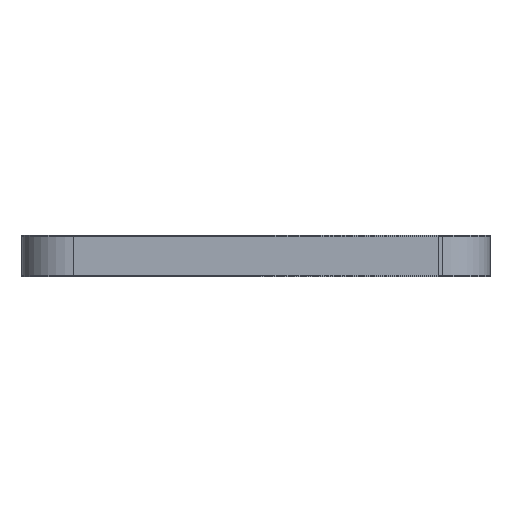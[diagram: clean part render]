
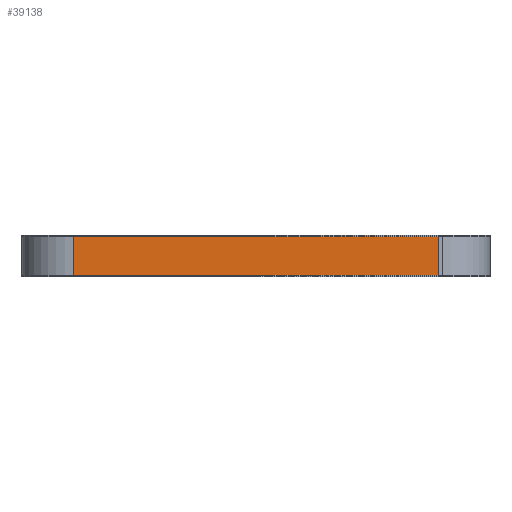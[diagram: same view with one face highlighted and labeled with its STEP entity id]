
A CAD part, front view. The second image highlights one B-rep face of the part: STEP entity #39138.
In plain terms, the highlighted planar face has unit normal (0, -1, 0).
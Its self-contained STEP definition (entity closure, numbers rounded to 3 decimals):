
#2969=PLANE('',#43994);
#5135=FACE_OUTER_BOUND('',#8422,.T.);
#8422=EDGE_LOOP('',(#34354,#34355,#34356,#34357));
#11743=LINE('',#66718,#14394);
#11744=LINE('',#66721,#14395);
#11745=LINE('',#66723,#14396);
#11746=LINE('',#66724,#14397);
#14394=VECTOR('',#55291,10.);
#14395=VECTOR('',#55294,10.);
#14396=VECTOR('',#55295,10.);
#14397=VECTOR('',#55296,10.);
#20085=VERTEX_POINT('',#66714);
#20086=VERTEX_POINT('',#66716);
#20087=VERTEX_POINT('',#66720);
#20088=VERTEX_POINT('',#66722);
#24997=EDGE_CURVE('',#20085,#20086,#11743,.T.);
#24998=EDGE_CURVE('',#20087,#20085,#11744,.T.);
#24999=EDGE_CURVE('',#20088,#20086,#11745,.T.);
#25000=EDGE_CURVE('',#20087,#20088,#11746,.T.);
#34354=ORIENTED_EDGE('',*,*,#24998,.T.);
#34355=ORIENTED_EDGE('',*,*,#24997,.T.);
#34356=ORIENTED_EDGE('',*,*,#24999,.F.);
#34357=ORIENTED_EDGE('',*,*,#25000,.F.);
#39138=ADVANCED_FACE('',(#5135),#2969,.T.);
#43994=AXIS2_PLACEMENT_3D('',#66719,#55292,#55293);
#55291=DIRECTION('',(0.,0.,1.));
#55292=DIRECTION('center_axis',(0.,-1.,0.));
#55293=DIRECTION('ref_axis',(1.,0.,0.));
#55294=DIRECTION('',(1.,0.,0.));
#55295=DIRECTION('',(1.,0.,0.));
#55296=DIRECTION('',(0.,0.,1.));
#66714=CARTESIAN_POINT('',(14.6,-2.4,0.));
#66716=CARTESIAN_POINT('',(14.6,-2.4,1.5));
#66718=CARTESIAN_POINT('',(14.6,-2.4,0.));
#66719=CARTESIAN_POINT('Origin',(0.6,-2.4,0.));
#66720=CARTESIAN_POINT('',(0.6,-2.4,0.));
#66721=CARTESIAN_POINT('',(0.6,-2.4,0.));
#66722=CARTESIAN_POINT('',(0.6,-2.4,1.5));
#66723=CARTESIAN_POINT('',(0.6,-2.4,1.5));
#66724=CARTESIAN_POINT('',(0.6,-2.4,0.));
